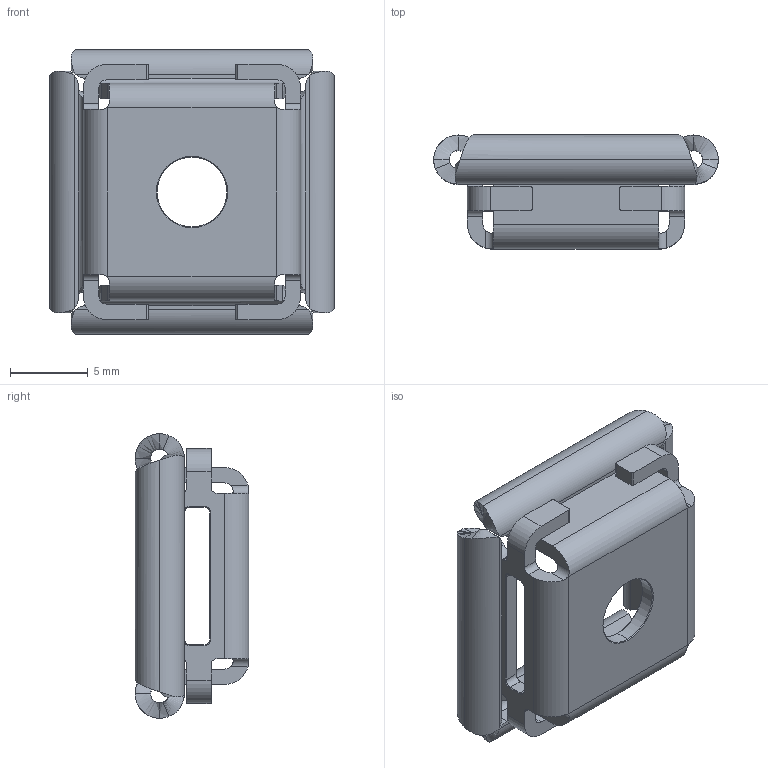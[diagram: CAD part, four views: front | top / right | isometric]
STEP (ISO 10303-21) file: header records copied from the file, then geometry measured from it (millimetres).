
FILE_DESCRIPTION (( 'STEP AP203' ), '1' );
FILE_NAME ('111151.stp', '2018-02-06T22:55:32', ( '' ), ( '' ), 'SwSTEP 2.0', 'SolidWorks 2012', '' );
FILE_SCHEMA (( 'CONFIG_CONTROL_DESIGN' ));
Length unit declared in the file: centimetre
Products named in the file (1): 111151
Bounding box: 18.36 x 7.34 x 18.36 mm (x, y, z)
Volume: 661.9 mm3; surface area: 1572.9 mm2
Topology: 1 solids, 1 shells, 256 faces, 602 edges, 348 vertices
Faces by surface type: plane 118, cylinder 86, bspline 32, cone 20
Entity records: 9864 total; most frequent: CARTESIAN_POINT 4182, ORIENTED_EDGE 1204, DIRECTION 1089, EDGE_CURVE 602, AXIS2_PLACEMENT_3D 365, VECTOR 359, LINE 359, VERTEX_POINT 348
